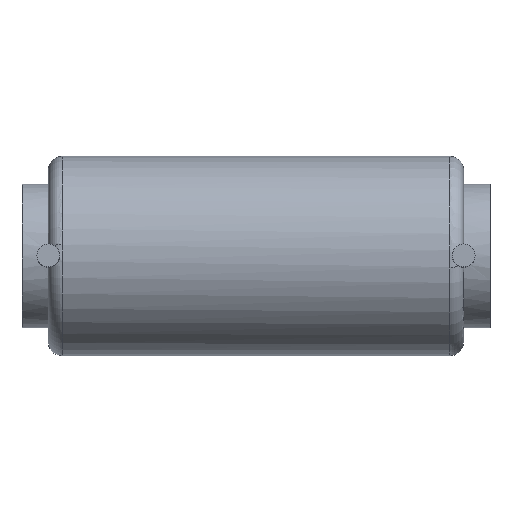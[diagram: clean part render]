
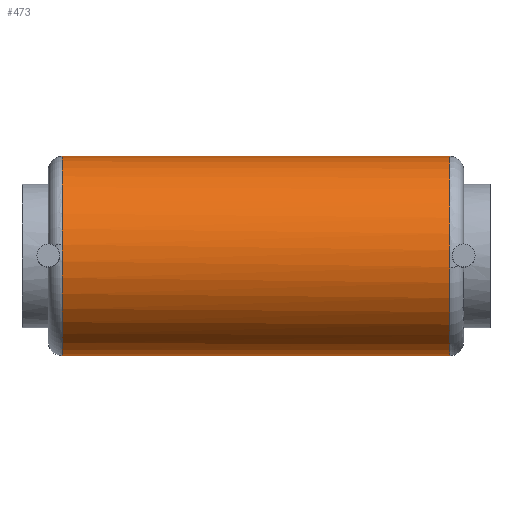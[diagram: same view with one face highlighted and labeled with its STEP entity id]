
A CAD part, top view. The second image highlights one B-rep face of the part: STEP entity #473.
In plain terms, the highlighted cylindrical face has radius 9.144 mm (diameter 18.288 mm), a partial arc.
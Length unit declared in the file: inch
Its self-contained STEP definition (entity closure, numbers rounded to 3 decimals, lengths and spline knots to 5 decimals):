
#61=CARTESIAN_POINT('',(-0.7,0.,0.));
#62=DIRECTION('',(1.,0.,0.));
#63=DIRECTION('',(0.,0.111,0.994));
#64=AXIS2_PLACEMENT_3D('',#61,#62,#63);
#89=CARTESIAN_POINT('',(0.7,0.,0.));
#90=DIRECTION('',(1.,0.,0.));
#91=DIRECTION('',(0.,-0.111,0.994));
#92=AXIS2_PLACEMENT_3D('',#89,#90,#91);
#94=DIRECTION('',(-1.,0.,0.));
#95=VECTOR('',#94,1.4);
#96=CARTESIAN_POINT('',(0.7,-0.36,0.));
#97=LINE('',#96,#95);
#98=CARTESIAN_POINT('',(-0.7,0.,0.));
#99=DIRECTION('',(-1.,0.,0.));
#100=DIRECTION('',(0.,0.111,0.994));
#101=AXIS2_PLACEMENT_3D('',#98,#99,#100);
#127=CARTESIAN_POINT('',(0.7,0.,0.));
#128=DIRECTION('',(-1.,0.,0.));
#129=DIRECTION('',(0.,-0.111,0.994));
#130=AXIS2_PLACEMENT_3D('',#127,#128,#129);
#296=DIRECTION('',(-1.,0.,0.));
#297=VECTOR('',#296,1.4);
#298=CARTESIAN_POINT('',(0.7,0.36,0.));
#299=LINE('',#298,#297);
#335=CARTESIAN_POINT('',(0.7,0.36,0.));
#337=VERTEX_POINT('',#335);
#339=CARTESIAN_POINT('',(-0.7,0.36,0.));
#340=VERTEX_POINT('',#339);
#341=CARTESIAN_POINT('',(0.7,-0.36,0.));
#342=CARTESIAN_POINT('',(-0.7,-0.36,0.));
#343=VERTEX_POINT('',#341);
#344=VERTEX_POINT('',#342);
#347=CARTESIAN_POINT('',(0.7,-0.04,0.35777));
#348=VERTEX_POINT('',#347);
#349=CARTESIAN_POINT('',(-0.7,0.04,0.35777));
#350=VERTEX_POINT('',#349);
#456=CARTESIAN_POINT('',(-0.75,0.,0.));
#457=DIRECTION('',(1.,0.,0.));
#458=DIRECTION('',(0.,-1.,0.));
#459=AXIS2_PLACEMENT_3D('',#456,#457,#458);
#460=CYLINDRICAL_SURFACE('',#459,0.36);
#462=ORIENTED_EDGE('',*,*,#461,.F.);
#464=ORIENTED_EDGE('',*,*,#463,.T.);
#466=ORIENTED_EDGE('',*,*,#465,.T.);
#467=ORIENTED_EDGE('',*,*,#445,.F.);
#468=ORIENTED_EDGE('',*,*,#431,.T.);
#470=ORIENTED_EDGE('',*,*,#469,.F.);
#471=EDGE_LOOP('',(#462,#464,#466,#467,#468,#470));
#472=FACE_OUTER_BOUND('',#471,.F.);
#473=ADVANCED_FACE('',(#472),#460,.T.);
#65=CIRCLE('',#64,0.36);
#93=CIRCLE('',#92,0.36);
#102=CIRCLE('',#101,0.36);
#131=CIRCLE('',#130,0.36);
#431=EDGE_CURVE('',#350,#340,#102,.T.);
#445=EDGE_CURVE('',#350,#344,#65,.T.);
#461=EDGE_CURVE('',#348,#337,#131,.T.);
#463=EDGE_CURVE('',#348,#343,#93,.T.);
#465=EDGE_CURVE('',#343,#344,#97,.T.);
#469=EDGE_CURVE('',#337,#340,#299,.T.);
